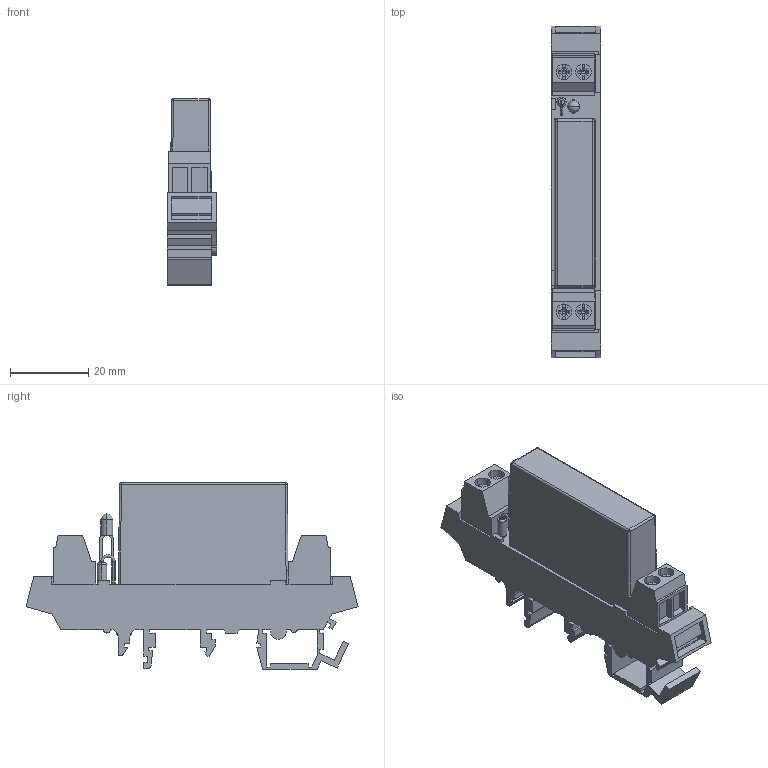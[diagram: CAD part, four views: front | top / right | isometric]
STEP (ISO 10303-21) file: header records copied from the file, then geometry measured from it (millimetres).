
FILE_DESCRIPTION((''),'2;1');
FILE_NAME('CGI1414-00.stp','2018-03-08T14:11:04',(''),(''),'Mechanical Desktop 2011','Mechanical Desktop 2011',', , ');
FILE_SCHEMA(('AUTOMOTIVE_DESIGN { 1 2 10303 214 1 1 1 1 }'));
Length unit declared in the file: millimetre
Products named in the file (2): Product; CGI1414-00-3D
Bounding box: 12.8 x 85 x 47.8 mm (x, y, z)
Volume: 26817.2 mm3; surface area: 11070.3 mm2
Topology: 3 solids, 3 shells, 378 faces, 1074 edges, 705 vertices
Faces by surface type: plane 169, bspline 158, cylinder 23, cone 16, torus 6, sphere 6
Entity records: 12915 total; most frequent: CARTESIAN_POINT 3579, ORIENTED_EDGE 2128, DIRECTION 1648, EDGE_CURVE 1064, VECTOR 764, LINE 764, VERTEX_POINT 705, AXIS2_PLACEMENT_3D 442
